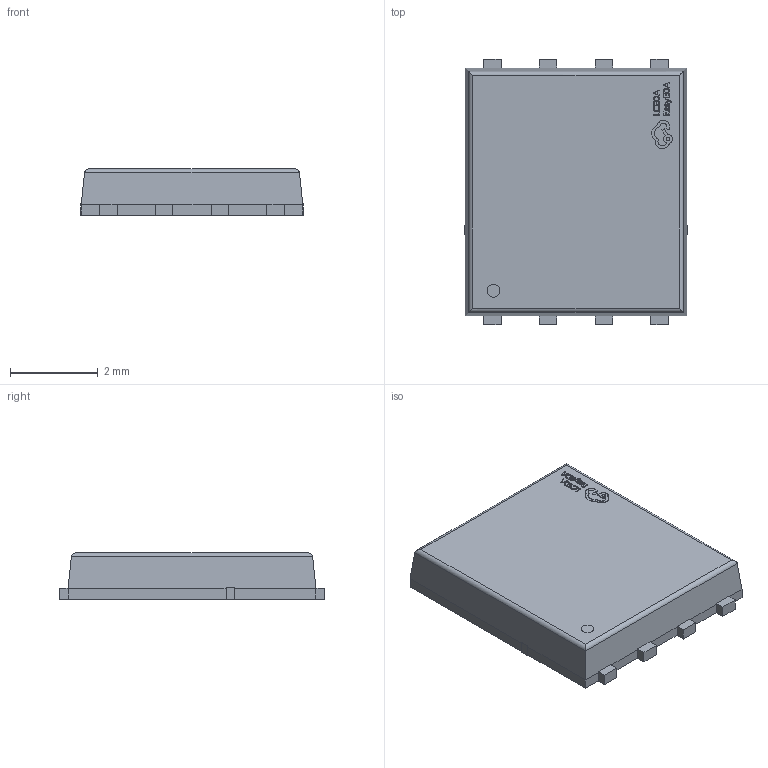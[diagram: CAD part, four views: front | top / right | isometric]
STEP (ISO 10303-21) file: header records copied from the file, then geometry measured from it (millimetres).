
FILE_DESCRIPTION (( 'STEP AP214' ), '1' );
FILE_NAME ('DFN-8_L5.7-W5.1-P1.27-LS6.1-BL-1.step', '2022-06-30T13:33:39', ( '' ), ( '' ), 'SwSTEP 2.0', 'SolidWorks 2020', '' );
FILE_SCHEMA (( 'AUTOMOTIVE_DESIGN' ));
Length unit declared in the file: millimetre
Products named in the file (1): DFN-8_L5.7-W5.1-P1.27-LS6.1-BL-1
Bounding box: 5.07 x 6.05 x 1.07 mm (x, y, z)
Volume: 29.5 mm3; surface area: 79.4 mm2
Topology: 1 solids, 1 shells, 378 faces, 1039 edges, 690 vertices
Faces by surface type: plane 260, bspline 112, cylinder 6
Entity records: 17247 total; most frequent: CARTESIAN_POINT 4224, ORIENTED_EDGE 2078, DIRECTION 1345, EDGE_CURVE 1039, LINE 803, VECTOR 803, VERTEX_POINT 690, EDGE_LOOP 405
